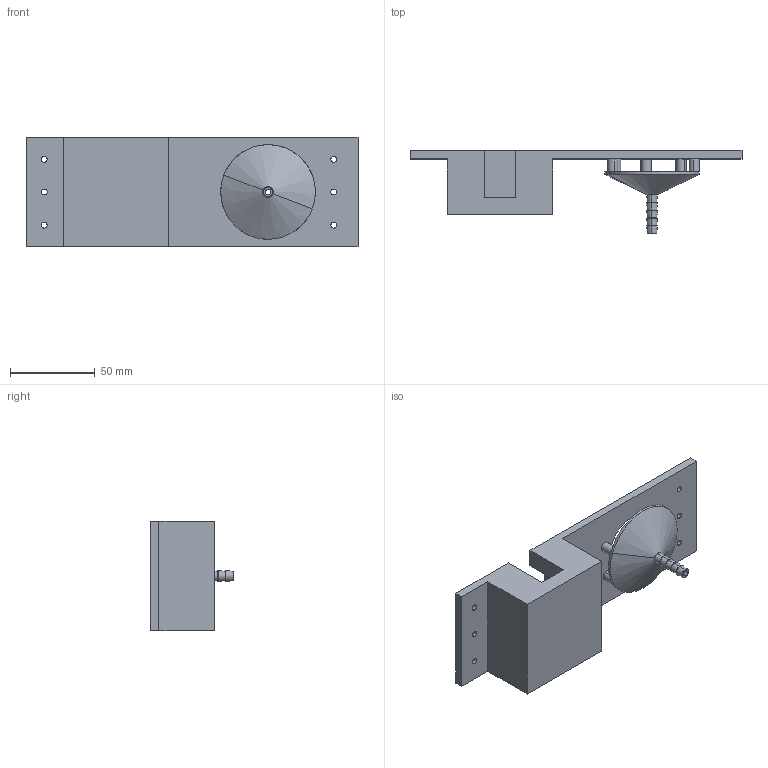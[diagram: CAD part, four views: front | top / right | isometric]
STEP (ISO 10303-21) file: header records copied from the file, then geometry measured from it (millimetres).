
FILE_DESCRIPTION (( 'STEP AP214' ), '1' );
FILE_NAME ('floor_assem.TOPRINT.STEP', '2025-05-19T21:46:24', ( '' ), ( '' ), 'SwSTEP 2.0', 'SolidWorks 2024', '' );
FILE_SCHEMA (( 'AUTOMOTIVE_DESIGN' ));
Length unit declared in the file: millimetre
Products named in the file (5): bottom_extension; floor; spout_; floor_assem.TOPRINT; Part1^floor_assem
Assembly tree (3 placements, depth 2):
  floor_assem.TOPRINT
    floor
    bottom_extension
    spout_
  Part1^floor_assem
Bounding box: 196.45 x 49.16 x 65 mm (x, y, z)
Volume: 141068 mm3; surface area: 46890 mm2
Topology: 3 solids, 3 shells, 110 faces, 256 edges, 156 vertices
Faces by surface type: plane 36, cylinder 32, torus 28, cone 14
Entity records: 3338 total; most frequent: DIRECTION 650, CARTESIAN_POINT 528, ORIENTED_EDGE 512, AXIS2_PLACEMENT_3D 278, EDGE_CURVE 256, CIRCLE 162, VERTEX_POINT 156, EDGE_LOOP 132
